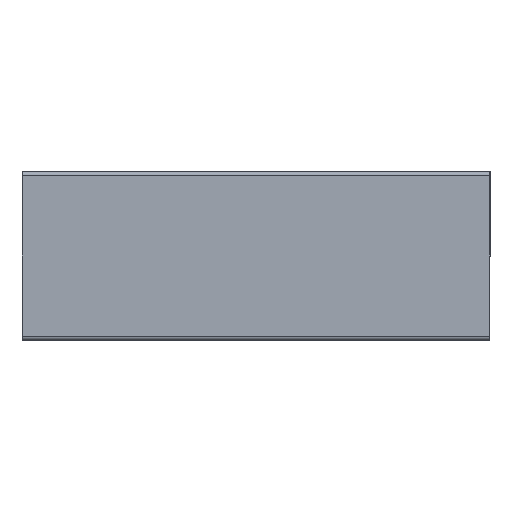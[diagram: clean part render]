
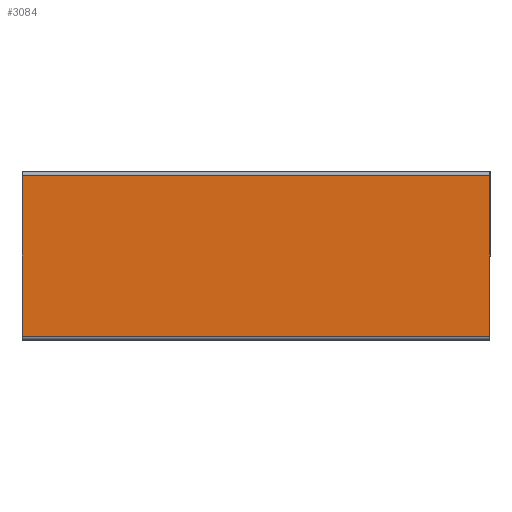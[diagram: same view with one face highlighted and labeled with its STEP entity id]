
A CAD part, left-side view. The second image highlights one B-rep face of the part: STEP entity #3084.
In plain terms, the highlighted planar face has unit normal (-1, 0, 0).
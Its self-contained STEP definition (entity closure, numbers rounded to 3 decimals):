
#124 = CARTESIAN_POINT ( 'NONE',  ( -0.3, 0.01, 1.25 ) ) ;
#378 = VECTOR ( 'NONE', #1623, 1000. ) ;
#601 = DIRECTION ( 'NONE',  ( 1., 0., 0. ) ) ;
#603 = LINE ( 'NONE', #3707, #2129 ) ;
#1117 = EDGE_CURVE ( 'NONE', #3224, #3016, #2381, .T. ) ;
#1137 = EDGE_LOOP ( 'NONE', ( #3674, #1631, #2566, #1706 ) ) ;
#1178 = LINE ( 'NONE', #124, #378 ) ;
#1179 = CARTESIAN_POINT ( 'NONE',  ( -0.3, 0.44, 1.25 ) ) ;
#1255 = PLANE ( 'NONE',  #2141 ) ;
#1277 = VECTOR ( 'NONE', #3484, 1000. ) ;
#1623 = DIRECTION ( 'NONE',  ( 0., 0., -1. ) ) ;
#1631 = ORIENTED_EDGE ( 'NONE', *, *, #3178, .F. ) ;
#1652 = VECTOR ( 'NONE', #1674, 1000. ) ;
#1674 = DIRECTION ( 'NONE',  ( 0., -1., 0. ) ) ;
#1706 = ORIENTED_EDGE ( 'NONE', *, *, #1723, .T. ) ;
#1723 = EDGE_CURVE ( 'NONE', #3042, #3224, #603, .T. ) ;
#2047 = FACE_OUTER_BOUND ( 'NONE', #1137, .T. ) ;
#2129 = VECTOR ( 'NONE', #3997, 1000. ) ;
#2134 = CARTESIAN_POINT ( 'NONE',  ( -0.3, 0.01, 0. ) ) ;
#2141 = AXIS2_PLACEMENT_3D ( 'NONE', #3403, #601, #2761 ) ;
#2248 = CARTESIAN_POINT ( 'NONE',  ( -0.3, 0.44, 0. ) ) ;
#2278 = EDGE_CURVE ( 'NONE', #3042, #2886, #2648, .T. ) ;
#2317 = CARTESIAN_POINT ( 'NONE',  ( -0.3, 0.01, 0. ) ) ;
#2381 = LINE ( 'NONE', #2317, #1652 ) ;
#2566 = ORIENTED_EDGE ( 'NONE', *, *, #2278, .F. ) ;
#2648 = LINE ( 'NONE', #2914, #1277 ) ;
#2761 = DIRECTION ( 'NONE',  ( 0., 0., -1. ) ) ;
#2886 = VERTEX_POINT ( 'NONE', #3594 ) ;
#2914 = CARTESIAN_POINT ( 'NONE',  ( -0.3, 0.01, 1.25 ) ) ;
#3016 = VERTEX_POINT ( 'NONE', #2134 ) ;
#3042 = VERTEX_POINT ( 'NONE', #1179 ) ;
#3084 = ADVANCED_FACE ( 'NONE', ( #2047 ), #1255, .F. ) ;
#3178 = EDGE_CURVE ( 'NONE', #2886, #3016, #1178, .T. ) ;
#3224 = VERTEX_POINT ( 'NONE', #2248 ) ;
#3403 = CARTESIAN_POINT ( 'NONE',  ( -0.3, 0.01, 1.25 ) ) ;
#3484 = DIRECTION ( 'NONE',  ( 0., -1., 0. ) ) ;
#3594 = CARTESIAN_POINT ( 'NONE',  ( -0.3, 0.01, 1.25 ) ) ;
#3674 = ORIENTED_EDGE ( 'NONE', *, *, #1117, .T. ) ;
#3707 = CARTESIAN_POINT ( 'NONE',  ( -0.3, 0.44, 1.25 ) ) ;
#3997 = DIRECTION ( 'NONE',  ( 0., 0., -1. ) ) ;
